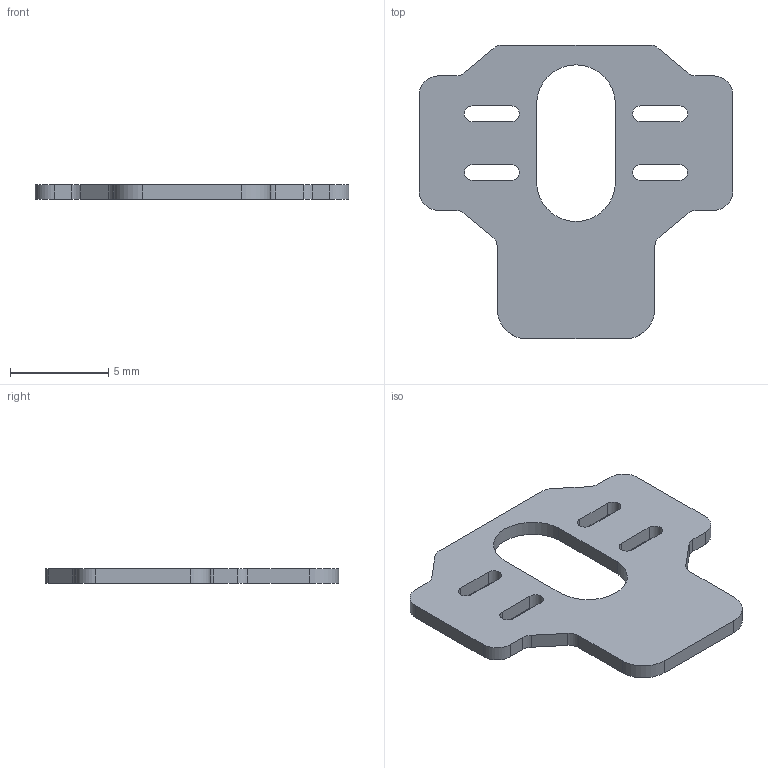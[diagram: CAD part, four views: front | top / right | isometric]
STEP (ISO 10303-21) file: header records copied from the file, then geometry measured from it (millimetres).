
FILE_DESCRIPTION((''),'2;1');
FILE_NAME('STABILIZINGPLATE_DESIGN02','2024-02-26T19:55:49',('biafra'),(''),'CREO PARAMETRIC BY PTC INC, 2022073','CREO PARAMETRIC BY PTC INC, 2022073','');
FILE_SCHEMA(('CONFIG_CONTROL_DESIGN'));
Length unit declared in the file: millimetre
Products named in the file (1): STABILIZINGPLATE_DESIGN02
Bounding box: 16 x 14.98 x 0.75 mm (x, y, z)
Volume: 106.4 mm3; surface area: 359.7 mm2
Topology: 1 solids, 1 shells, 50 faces, 144 edges, 96 vertices
Faces by surface type: plane 26, cylinder 24
Entity records: 1714 total; most frequent: DIRECTION 292, CARTESIAN_POINT 290, ORIENTED_EDGE 288, EDGE_CURVE 144, AXIS2_PLACEMENT_3D 98, VECTOR 96, LINE 96, VERTEX_POINT 96
